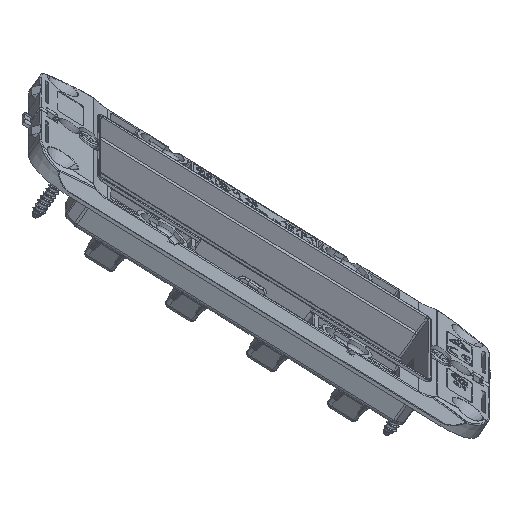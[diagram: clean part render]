
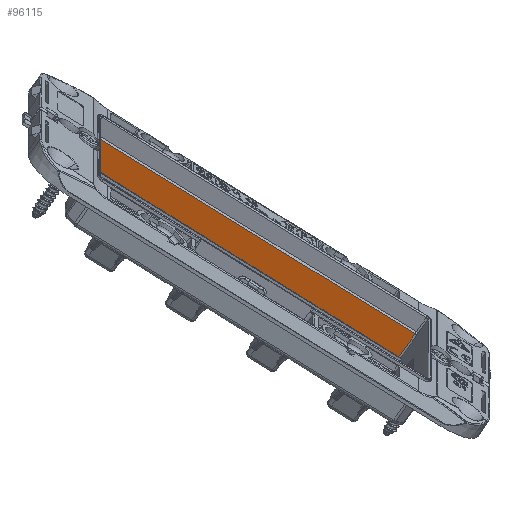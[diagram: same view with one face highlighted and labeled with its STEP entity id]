
A CAD part, front view. The second image highlights one B-rep face of the part: STEP entity #96115.
In plain terms, the highlighted face is planar.
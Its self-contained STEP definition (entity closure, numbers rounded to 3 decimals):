
#16581=CARTESIAN_POINT('Vertex',(-49.966,22.57,-0.104)) ;
#16584=CARTESIAN_POINT('Line Origine',(0.,22.57,-0.104)) ;
#16588=CARTESIAN_POINT('Vertex',(49.966,22.57,-0.104)) ;
#96087=CARTESIAN_POINT('Axis2P3D Location',(0.,22.5,-8.1)) ;
#96093=CARTESIAN_POINT('Control Point',(49.83,22.502,-7.902)) ;
#96094=CARTESIAN_POINT('Control Point',(49.966,22.57,-0.104)) ;
#96095=CARTESIAN_POINT('Vertex',(49.83,22.502,-7.902)) ;
#96099=CARTESIAN_POINT('Control Point',(-49.83,22.502,-7.902)) ;
#96100=CARTESIAN_POINT('Control Point',(-49.966,22.57,-0.104)) ;
#96101=CARTESIAN_POINT('Vertex',(-49.83,22.502,-7.902)) ;
#96104=CARTESIAN_POINT('Line Origine',(-25.15,22.502,-7.902)) ;
#16585=DIRECTION('Vector Direction',(-1.,0.,0.)) ;
#96088=DIRECTION('Axis2P3D Direction',(0.,-1.,0.009)) ;
#96089=DIRECTION('Axis2P3D XDirection',(-1.,0.,0.)) ;
#96105=DIRECTION('Vector Direction',(-1.,0.,0.)) ;
#96090=AXIS2_PLACEMENT_3D('Plane Axis2P3D',#96087,#96088,#96089) ;
#96110=ORIENTED_EDGE('',*,*,#96097,.T.) ;
#96111=ORIENTED_EDGE('',*,*,#16590,.F.) ;
#96112=ORIENTED_EDGE('',*,*,#96103,.F.) ;
#96113=ORIENTED_EDGE('',*,*,#96108,.F.) ;
#16586=VECTOR('Line Direction',#16585,1.) ;
#96106=VECTOR('Line Direction',#96105,1.) ;
#96115=ADVANCED_FACE('PartBody',(#96114),#96091,.T.) ;
#96092=B_SPLINE_CURVE_WITH_KNOTS('',1,(#96093,#96094),.UNSPECIFIED.,.F.,.U.,(2,2),(-5.79,2.008),.UNSPECIFIED.) ;
#96098=B_SPLINE_CURVE_WITH_KNOTS('',1,(#96099,#96100),.UNSPECIFIED.,.F.,.U.,(2,2),(-5.79,2.008),.UNSPECIFIED.) ;
#16590=EDGE_CURVE('',#16582,#16589,#16587,.F.) ;
#96097=EDGE_CURVE('',#96096,#16589,#96092,.T.) ;
#96103=EDGE_CURVE('',#96102,#16582,#96098,.T.) ;
#96108=EDGE_CURVE('',#96096,#96102,#96107,.T.) ;
#96109=EDGE_LOOP('',(#96110,#96111,#96112,#96113)) ;
#96114=FACE_OUTER_BOUND('',#96109,.T.) ;
#16587=LINE('Line',#16584,#16586) ;
#96107=LINE('Line',#96104,#96106) ;
#96091=PLANE('',#96090) ;
#16582=VERTEX_POINT('',#16581) ;
#16589=VERTEX_POINT('',#16588) ;
#96096=VERTEX_POINT('',#96095) ;
#96102=VERTEX_POINT('',#96101) ;
